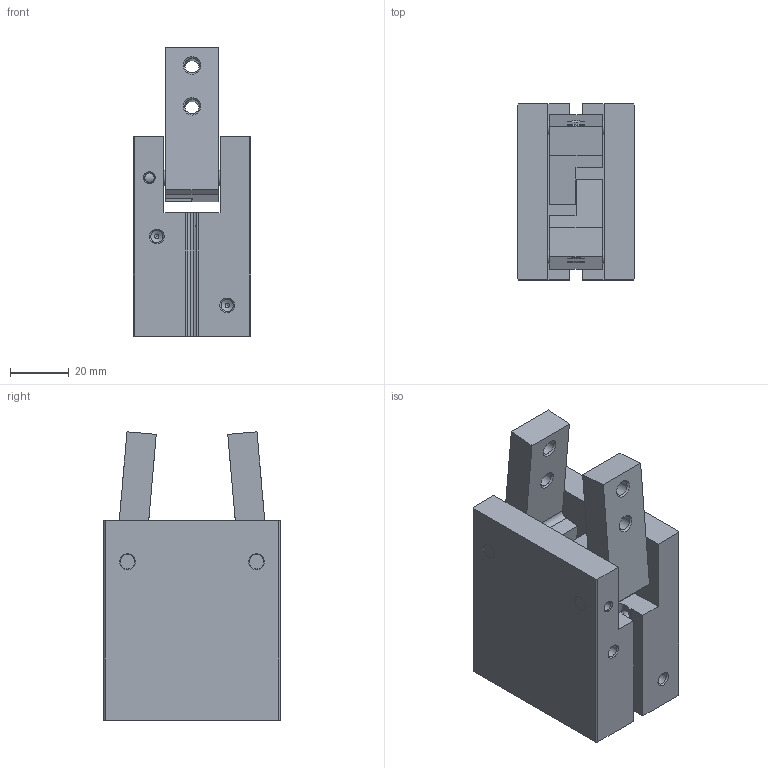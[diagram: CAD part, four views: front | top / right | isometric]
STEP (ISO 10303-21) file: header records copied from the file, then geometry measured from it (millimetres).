
FILE_DESCRIPTION( ( 'STEP AP203' ), ' ' );
FILE_NAME( 'MCHA-32_(-10).stp', '2016-02-18T09:13:08', ( '' ), ( '' ), ' ', 'PARTsolutions', ' ' );
FILE_SCHEMA( ( 'CONFIG_CONTROL_DESIGN' ) );
Length unit declared in the file: millimetre
Products named in the file (3): MCHA-32_(-10); _MCHA-32--_(b); _MCHA-32--_(g)
Assembly tree (3 placements, depth 2):
  MCHA-32_(-10)
    _MCHA-32--_(b)
    _MCHA-32--_(g)  x2
Bounding box: 40 x 60 x 98.27 mm (x, y, z)
Volume: 143832.3 mm3; surface area: 34033.2 mm2
Topology: 3 solids, 8 shells, 162 faces, 406 edges, 262 vertices
Faces by surface type: plane 76, cylinder 50, cone 36
Full cylindrical faces by diameter (mm): 1.5 x2, 3.242 x5, 4.134 x2, 4.917 x10, 5 x8, 34 x1
Entity records: 4230 total; most frequent: CARTESIAN_POINT 1098, DIRECTION 624, ORIENTED_EDGE 532, EDGE_CURVE 266, AXIS2_PLACEMENT_3D 234, EDGE_LOOP 212, VERTEX_POINT 210, FACE_OUTER_BOUND 164
